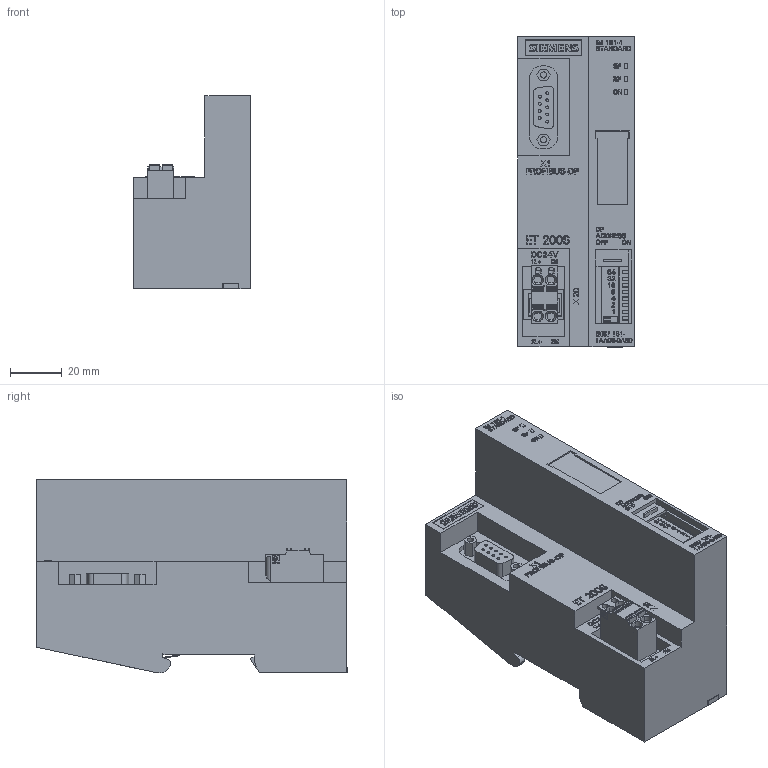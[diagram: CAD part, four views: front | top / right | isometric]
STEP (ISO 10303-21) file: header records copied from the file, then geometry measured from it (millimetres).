
FILE_DESCRIPTION(/* description */ (''),/* implementation_level */ '2;1');
FILE_NAME(/* name */ '6ES7151-1AA06-0AB0_3d.stp',/* time_stamp */ '2015-05-14T05:17:32+02:00',/* author */ ('xxx'),/* organization */ ('Siemens'),/* preprocessor_version */ 'ST-DEVELOPER v15',/* originating_system */ 'SIEMENS PLM Software NX 8.5',/* authorisation */ '');
FILE_SCHEMA (('AUTOMOTIVE_DESIGN { 1 0 10303 214 3 1 1 1 }'));
Products named in the file (4): A5E30584982A_001; A5E35929475A_002; A5E35929468A_001; A5E35929467A_001
Assembly tree (3 placements, depth 2):
  A5E35929467A_001
    A5E35929468A_001
    A5E35929475A_002
    A5E30584982A_001
Bounding box: 45 x 119.75 x 74.7 mm (x, y, z)
Volume: 253733.5 mm3; surface area: 47266.7 mm2
Topology: 148 solids, 148 shells, 1955 faces, 4882 edges, 3248 vertices
Faces by surface type: plane 1615, extrusion 200, cylinder 132, cone 8
Full cylindrical faces by diameter (mm): 0.457 x1, 1 x1, 1.1 x9, 1.4 x2, 2.4 x2, 3 x3
Entity records: 67432 total; most frequent: CARTESIAN_POINT 18908, ORIENTED_EDGE 9694, DIRECTION 8404, EDGE_CURVE 4847, VECTOR 4302, LINE 4102, VERTEX_POINT 3231, EDGE_LOOP 2132
